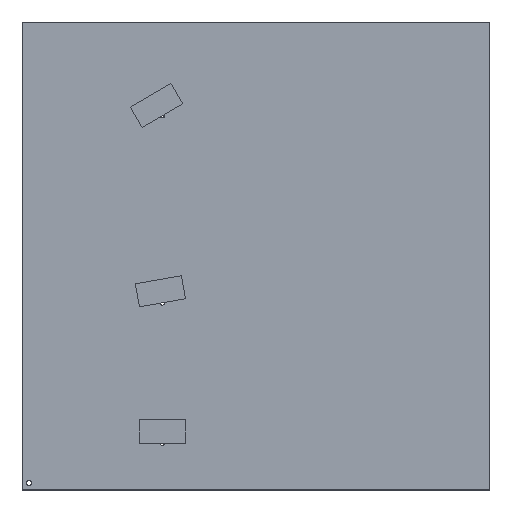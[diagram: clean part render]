
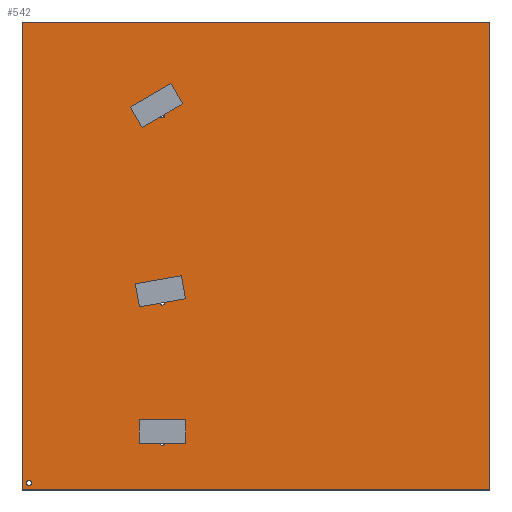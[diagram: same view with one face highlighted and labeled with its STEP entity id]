
A CAD part, top view. The second image highlights one B-rep face of the part: STEP entity #542.
In plain terms, the highlighted planar face has unit normal (0, 0, 1).
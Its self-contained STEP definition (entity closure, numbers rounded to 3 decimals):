
#183=CARTESIAN_POINT('origin',(0.0,0.0,0.0));
#197=CARTESIAN_POINT('',(10000.,10000.,0.));
#198=VERTEX_POINT('',#197);
#199=DIRECTION('',(-1.,0.,0.));
#200=VECTOR('',#199,1.);
#201=LINE('',#197,#200);
#202=CARTESIAN_POINT('',(0.,10000.,0.));
#203=VERTEX_POINT('',#202);
#204=EDGE_CURVE('',#198,#203,#201,.T.);
#205=ORIENTED_EDGE('',*,*,#204,.T.);
#235=DIRECTION('',(0.,-1.,0.));
#236=VECTOR('',#235,1.);
#237=LINE('',#202,#236);
#238=CARTESIAN_POINT('',(0.,0.,0.));
#239=VERTEX_POINT('',#238);
#240=EDGE_CURVE('',#203,#239,#237,.T.);
#241=ORIENTED_EDGE('',*,*,#240,.T.);
#265=DIRECTION('',(1.,0.,0.));
#266=VECTOR('',#265,1.);
#267=LINE('',#238,#266);
#268=CARTESIAN_POINT('',(10000.,0.,0.));
#269=VERTEX_POINT('',#268);
#270=EDGE_CURVE('',#239,#269,#267,.T.);
#271=ORIENTED_EDGE('',*,*,#270,.T.);
#295=DIRECTION('',(0.,1.,0.));
#296=VECTOR('',#295,1.);
#297=LINE('',#268,#296);
#298=EDGE_CURVE('',#269,#198,#297,.T.);
#299=ORIENTED_EDGE('',*,*,#298,.T.);
#317=EDGE_LOOP('',(
#205,
#241,
#271,
#299));
#318=FACE_OUTER_BOUND('',#317,.T.);
#334=CARTESIAN_POINT('',(150.,150.,0.));
#335=DIRECTION('',(0.0,0.0,1.0));
#336=DIRECTION('',(1.0,0.0,0.0));
#337=AXIS2_PLACEMENT_3D('',#334,#335,#336);
#338=CIRCLE('',#337,50.);
#339=CARTESIAN_POINT('',(200.,150.,0.));
#340=VERTEX_POINT('',#339);
#341=CARTESIAN_POINT('',(100.,150.,0.));
#342=VERTEX_POINT('',#341);
#343=EDGE_CURVE('',#340,#342,#338,.T.);
#344=ORIENTED_EDGE('NONE',*,*,#343,.T.);
#345=EDGE_CURVE('',#342,#340,#338,.T.);
#346=ORIENTED_EDGE('',*,*,#345,.T.);
#347=EDGE_LOOP('',(#344,#346));
#348=FACE_BOUND('',#347,.T.);
#385=CARTESIAN_POINT('',(3000.,1000.,0.));
#386=DIRECTION('',(0.0,0.0,1.0));
#387=DIRECTION('',(1.0,0.0,0.0));
#388=AXIS2_PLACEMENT_3D('',#385,#386,#387);
#389=CIRCLE('',#388,50.);
#390=CARTESIAN_POINT('',(3050.,1000.,0.));
#391=VERTEX_POINT('',#390);
#392=CARTESIAN_POINT('',(2950.,1000.,0.));
#393=VERTEX_POINT('',#392);
#394=EDGE_CURVE('',#391,#393,#389,.T.);
#395=ORIENTED_EDGE('NONE',*,*,#394,.T.);
#396=EDGE_CURVE('',#393,#391,#389,.T.);
#397=ORIENTED_EDGE('',*,*,#396,.T.);
#398=EDGE_LOOP('',(#395,#397));
#399=FACE_BOUND('',#398,.T.);
#436=CARTESIAN_POINT('',(3000.,4000.,0.));
#437=DIRECTION('',(0.0,0.0,1.0));
#438=DIRECTION('',(1.0,0.0,0.0));
#439=AXIS2_PLACEMENT_3D('',#436,#437,#438);
#440=CIRCLE('',#439,50.);
#441=CARTESIAN_POINT('',(3050.,4000.,0.));
#442=VERTEX_POINT('',#441);
#443=CARTESIAN_POINT('',(2950.,4000.,0.));
#444=VERTEX_POINT('',#443);
#445=EDGE_CURVE('',#442,#444,#440,.T.);
#446=ORIENTED_EDGE('NONE',*,*,#445,.T.);
#447=EDGE_CURVE('',#444,#442,#440,.T.);
#448=ORIENTED_EDGE('',*,*,#447,.T.);
#449=EDGE_LOOP('',(#446,#448));
#450=FACE_BOUND('',#449,.T.);
#487=CARTESIAN_POINT('',(3000.,8000.,0.));
#488=DIRECTION('',(0.0,0.0,1.0));
#489=DIRECTION('',(1.0,0.0,0.0));
#490=AXIS2_PLACEMENT_3D('',#487,#488,#489);
#491=CIRCLE('',#490,50.);
#492=CARTESIAN_POINT('',(3050.,8000.,0.));
#493=VERTEX_POINT('',#492);
#494=CARTESIAN_POINT('',(2950.,8000.,0.));
#495=VERTEX_POINT('',#494);
#496=EDGE_CURVE('',#493,#495,#491,.T.);
#497=ORIENTED_EDGE('NONE',*,*,#496,.T.);
#498=EDGE_CURVE('',#495,#493,#491,.T.);
#499=ORIENTED_EDGE('',*,*,#498,.T.);
#500=EDGE_LOOP('',(#497,#499));
#501=FACE_BOUND('',#500,.T.);
#538=DIRECTION('',(0.0,0.0,1.0));
#539=DIRECTION('',(0.0,-1.0,0.0));
#540=AXIS2_PLACEMENT_3D('',#183,#538,#539);
#541=PLANE('',#540);
#542=ADVANCED_FACE('',(
#318,
#348,
#399,
#450,
#501),#541,.T.);
